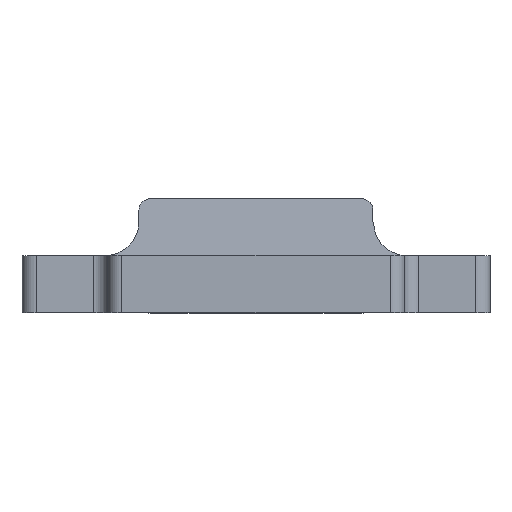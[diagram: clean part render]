
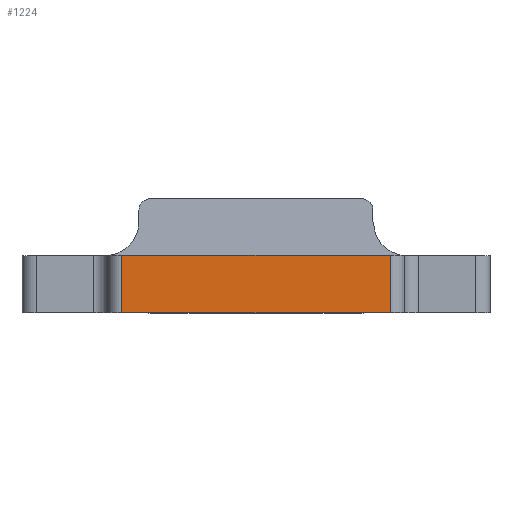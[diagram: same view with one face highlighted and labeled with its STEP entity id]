
A CAD part, top view. The second image highlights one B-rep face of the part: STEP entity #1224.
In plain terms, the highlighted planar face has unit normal (0, 0, 1).
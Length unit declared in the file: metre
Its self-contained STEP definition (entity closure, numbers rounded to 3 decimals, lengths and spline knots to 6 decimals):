
#76=LINE('',#1820,#160);
#92=LINE('',#1897,#176);
#154=LINE('',#2133,#238);
#155=LINE('',#2134,#239);
#160=VECTOR('',#1435,1.);
#176=VECTOR('',#1487,1.);
#238=VECTOR('',#1745,1.);
#239=VECTOR('',#1746,1.);
#510=ORIENTED_EDGE('',*,*,#592,.T.);
#511=ORIENTED_EDGE('',*,*,#740,.T.);
#512=ORIENTED_EDGE('',*,*,#627,.F.);
#513=ORIENTED_EDGE('',*,*,#741,.T.);
#592=EDGE_CURVE('',#761,#760,#76,.T.);
#627=EDGE_CURVE('',#793,#794,#92,.T.);
#740=EDGE_CURVE('',#760,#794,#154,.F.);
#741=EDGE_CURVE('',#793,#761,#155,.T.);
#760=VERTEX_POINT('',#1819);
#761=VERTEX_POINT('',#1821);
#793=VERTEX_POINT('',#1896);
#794=VERTEX_POINT('',#1898);
#1018=EDGE_LOOP('',(#510,#511,#512,#513));
#1130=FACE_BOUND('',#1018,.T.);
#1172=PLANE('',#1383);
#1224=ADVANCED_FACE('',(#1130),#1172,.T.);
#1383=AXIS2_PLACEMENT_3D('',#2132,#1743,#1744);
#1435=DIRECTION('',(1.,0.,0.));
#1487=DIRECTION('',(1.,0.,0.));
#1743=DIRECTION('',(0.,0.,1.));
#1744=DIRECTION('',(1.,0.,0.));
#1745=DIRECTION('',(0.,-1.,0.));
#1746=DIRECTION('',(0.,-1.,0.));
#1819=CARTESIAN_POINT('',(0.022074,-0.015,0.08443));
#1820=CARTESIAN_POINT('',(-0.001426,-0.015,0.08443));
#1821=CARTESIAN_POINT('',(-0.024926,-0.015,0.08443));
#1896=CARTESIAN_POINT('',(-0.024926,-0.005,0.08443));
#1897=CARTESIAN_POINT('',(0.019074,-0.005,0.08443));
#1898=CARTESIAN_POINT('',(0.022074,-0.005,0.08443));
#2132=CARTESIAN_POINT('',(-0.001426,-0.01,0.08443));
#2133=CARTESIAN_POINT('',(0.022074,-0.01,0.08443));
#2134=CARTESIAN_POINT('',(-0.024926,-0.015,0.08443));
